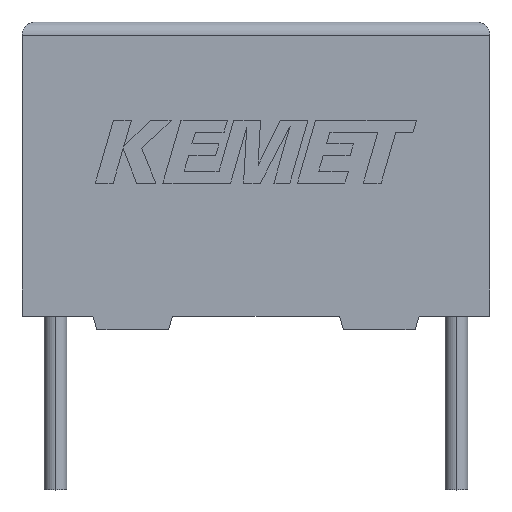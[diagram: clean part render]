
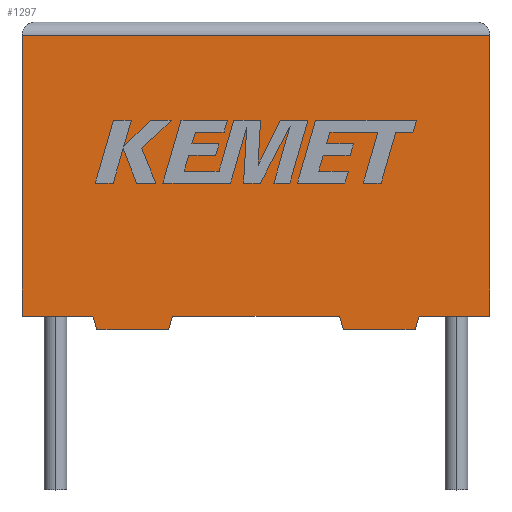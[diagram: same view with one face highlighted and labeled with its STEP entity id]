
A CAD part, top view. The second image highlights one B-rep face of the part: STEP entity #1297.
In plain terms, the highlighted planar face has unit normal (0, 0, 1).
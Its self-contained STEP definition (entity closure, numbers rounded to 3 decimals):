
#3 = EDGE_LOOP ( 'NONE', ( #2021, #2616, #2350, #1897, #1039, #2158, #1999, #2722, #1397, #1242, #3001, #2315 ) ) ;
#7 = DIRECTION ( 'NONE',  ( 0., 1., 0. ) ) ;
#45 = VERTEX_POINT ( 'NONE', #1902 ) ;
#56 = CARTESIAN_POINT ( 'NONE',  ( 14.85, 0., 5.5 ) ) ;
#60 = EDGE_CURVE ( 'NONE', #335, #1984, #314, .T. ) ;
#132 = VECTOR ( 'NONE', #379, 1000. ) ;
#201 = VERTEX_POINT ( 'NONE', #501 ) ;
#262 = CARTESIAN_POINT ( 'NONE',  ( 2.65, 0., 5.5 ) ) ;
#314 = LINE ( 'NONE', #670, #354 ) ;
#330 = EDGE_CURVE ( 'NONE', #1984, #2547, #589, .T. ) ;
#335 = VERTEX_POINT ( 'NONE', #2543 ) ;
#354 = VECTOR ( 'NONE', #7, 1000. ) ;
#379 = DIRECTION ( 'NONE',  ( -0.287, 0.958, 0. ) ) ;
#381 = VECTOR ( 'NONE', #1389, 1000. ) ;
#436 = VECTOR ( 'NONE', #1588, 1000. ) ;
#495 = EDGE_CURVE ( 'NONE', #1861, #201, #2341, .T. ) ;
#501 = CARTESIAN_POINT ( 'NONE',  ( 2.65, 0., 5.5 ) ) ;
#517 = EDGE_CURVE ( 'NONE', #2470, #2873, #2972, .T. ) ;
#563 = CARTESIAN_POINT ( 'NONE',  ( 17.5, 10.5, 5.5 ) ) ;
#589 = LINE ( 'NONE', #796, #3083 ) ;
#612 = DIRECTION ( 'NONE',  ( 0.287, 0.958, 0. ) ) ;
#618 = LINE ( 'NONE', #3069, #1841 ) ;
#666 = DIRECTION ( 'NONE',  ( 1., 0., 0. ) ) ;
#670 = CARTESIAN_POINT ( 'NONE',  ( 17.5, 0., 5.5 ) ) ;
#718 = DIRECTION ( 'NONE',  ( -1., 0., 0. ) ) ;
#796 = CARTESIAN_POINT ( 'NONE',  ( 0., 10.5, 5.5 ) ) ;
#813 = VECTOR ( 'NONE', #2324, 1000. ) ;
#869 = VECTOR ( 'NONE', #1156, 1000. ) ;
#1008 = PLANE ( 'NONE',  #2490 ) ;
#1032 = EDGE_CURVE ( 'NONE', #2547, #1861, #2847, .T. ) ;
#1039 = ORIENTED_EDGE ( 'NONE', *, *, #3163, .T. ) ;
#1063 = FACE_OUTER_BOUND ( 'NONE', #3, .T. ) ;
#1064 = VECTOR ( 'NONE', #666, 1000. ) ;
#1110 = VERTEX_POINT ( 'NONE', #2115 ) ;
#1125 = LINE ( 'NONE', #2264, #813 ) ;
#1156 = DIRECTION ( 'NONE',  ( 1., 0., 0. ) ) ;
#1189 = CARTESIAN_POINT ( 'NONE',  ( 14.7, -0.5, 5.5 ) ) ;
#1242 = ORIENTED_EDGE ( 'NONE', *, *, #1708, .F. ) ;
#1279 = VERTEX_POINT ( 'NONE', #1189 ) ;
#1297 = ADVANCED_FACE ( 'NONE', ( #1063 ), #1008, .F. ) ;
#1389 = DIRECTION ( 'NONE',  ( -1., 0., 0. ) ) ;
#1397 = ORIENTED_EDGE ( 'NONE', *, *, #2698, .F. ) ;
#1417 = CARTESIAN_POINT ( 'NONE',  ( 0., 10.5, 5.5 ) ) ;
#1450 = CARTESIAN_POINT ( 'NONE',  ( 0., 0., 5.5 ) ) ;
#1513 = LINE ( 'NONE', #2831, #2640 ) ;
#1514 = EDGE_CURVE ( 'NONE', #2630, #1279, #618, .T. ) ;
#1518 = CARTESIAN_POINT ( 'NONE',  ( 0., 0., 5.5 ) ) ;
#1570 = DIRECTION ( 'NONE',  ( -1., 0., 0. ) ) ;
#1588 = DIRECTION ( 'NONE',  ( 0., -1., 0. ) ) ;
#1656 = CARTESIAN_POINT ( 'NONE',  ( 14.7, -0.5, 5.5 ) ) ;
#1678 = CARTESIAN_POINT ( 'NONE',  ( 12.023, -0.5, 5.5 ) ) ;
#1681 = LINE ( 'NONE', #1656, #381 ) ;
#1708 = EDGE_CURVE ( 'NONE', #1279, #2089, #1681, .T. ) ;
#1740 = DIRECTION ( 'NONE',  ( 0., 0., -1. ) ) ;
#1841 = VECTOR ( 'NONE', #3076, 1000. ) ;
#1861 = VERTEX_POINT ( 'NONE', #1995 ) ;
#1897 = ORIENTED_EDGE ( 'NONE', *, *, #495, .T. ) ;
#1902 = CARTESIAN_POINT ( 'NONE',  ( 5.628, 0., 5.5 ) ) ;
#1951 = DIRECTION ( 'NONE',  ( 1., 0., 0. ) ) ;
#1977 = EDGE_CURVE ( 'NONE', #2630, #335, #1125, .T. ) ;
#1984 = VERTEX_POINT ( 'NONE', #563 ) ;
#1995 = CARTESIAN_POINT ( 'NONE',  ( 0., 0., 5.5 ) ) ;
#1999 = ORIENTED_EDGE ( 'NONE', *, *, #2358, .T. ) ;
#2021 = ORIENTED_EDGE ( 'NONE', *, *, #60, .T. ) ;
#2026 = VECTOR ( 'NONE', #2254, 1000. ) ;
#2089 = VERTEX_POINT ( 'NONE', #1678 ) ;
#2101 = VECTOR ( 'NONE', #1951, 1000. ) ;
#2115 = CARTESIAN_POINT ( 'NONE',  ( 11.873, 0., 5.5 ) ) ;
#2139 = CARTESIAN_POINT ( 'NONE',  ( 12.023, -0.5, 5.5 ) ) ;
#2158 = ORIENTED_EDGE ( 'NONE', *, *, #517, .T. ) ;
#2254 = DIRECTION ( 'NONE',  ( 0.287, -0.958, 0. ) ) ;
#2264 = CARTESIAN_POINT ( 'NONE',  ( 0., 0., 5.5 ) ) ;
#2271 = EDGE_CURVE ( 'NONE', #45, #1110, #2956, .T. ) ;
#2315 = ORIENTED_EDGE ( 'NONE', *, *, #1977, .T. ) ;
#2324 = DIRECTION ( 'NONE',  ( 1., 0., 0. ) ) ;
#2341 = LINE ( 'NONE', #1450, #869 ) ;
#2350 = ORIENTED_EDGE ( 'NONE', *, *, #1032, .T. ) ;
#2358 = EDGE_CURVE ( 'NONE', #2873, #45, #1513, .T. ) ;
#2470 = VERTEX_POINT ( 'NONE', #2868 ) ;
#2490 = AXIS2_PLACEMENT_3D ( 'NONE', #1518, #1740, #718 ) ;
#2543 = CARTESIAN_POINT ( 'NONE',  ( 17.5, 0., 5.5 ) ) ;
#2547 = VERTEX_POINT ( 'NONE', #1417 ) ;
#2613 = LINE ( 'NONE', #2139, #132 ) ;
#2616 = ORIENTED_EDGE ( 'NONE', *, *, #330, .T. ) ;
#2630 = VERTEX_POINT ( 'NONE', #56 ) ;
#2640 = VECTOR ( 'NONE', #612, 1000. ) ;
#2674 = CARTESIAN_POINT ( 'NONE',  ( 0., 0., 5.5 ) ) ;
#2698 = EDGE_CURVE ( 'NONE', #2089, #1110, #2613, .T. ) ;
#2722 = ORIENTED_EDGE ( 'NONE', *, *, #2271, .T. ) ;
#2831 = CARTESIAN_POINT ( 'NONE',  ( 5.478, -0.5, 5.5 ) ) ;
#2847 = LINE ( 'NONE', #3071, #436 ) ;
#2868 = CARTESIAN_POINT ( 'NONE',  ( 2.8, -0.5, 5.5 ) ) ;
#2873 = VERTEX_POINT ( 'NONE', #3078 ) ;
#2956 = LINE ( 'NONE', #2674, #2101 ) ;
#2972 = LINE ( 'NONE', #3174, #1064 ) ;
#2997 = LINE ( 'NONE', #262, #2026 ) ;
#3001 = ORIENTED_EDGE ( 'NONE', *, *, #1514, .F. ) ;
#3069 = CARTESIAN_POINT ( 'NONE',  ( 14.85, 0., 5.5 ) ) ;
#3071 = CARTESIAN_POINT ( 'NONE',  ( 0., 0., 5.5 ) ) ;
#3076 = DIRECTION ( 'NONE',  ( -0.287, -0.958, 0. ) ) ;
#3078 = CARTESIAN_POINT ( 'NONE',  ( 5.478, -0.5, 5.5 ) ) ;
#3083 = VECTOR ( 'NONE', #1570, 1000. ) ;
#3163 = EDGE_CURVE ( 'NONE', #201, #2470, #2997, .T. ) ;
#3174 = CARTESIAN_POINT ( 'NONE',  ( 2.8, -0.5, 5.5 ) ) ;
